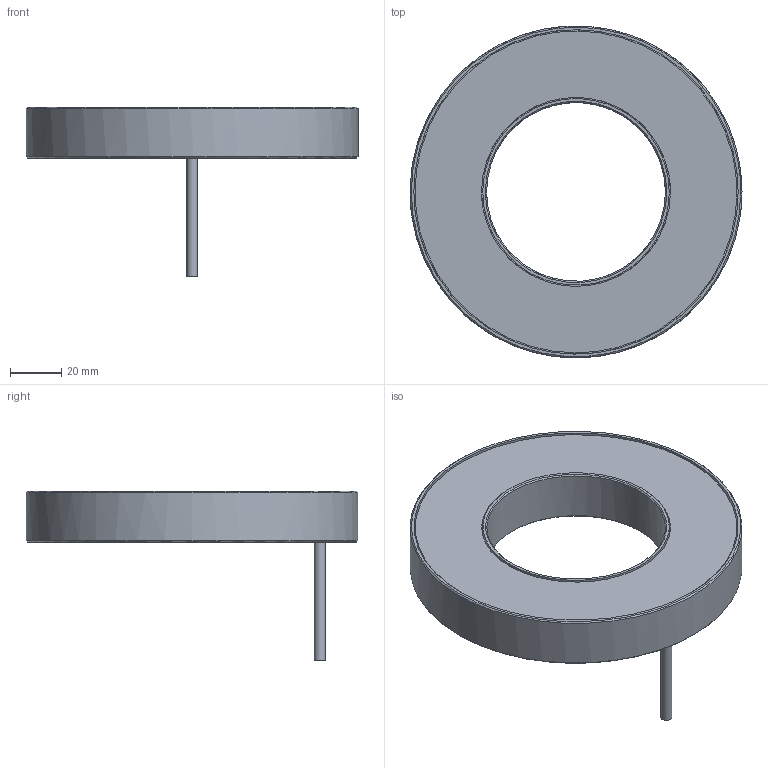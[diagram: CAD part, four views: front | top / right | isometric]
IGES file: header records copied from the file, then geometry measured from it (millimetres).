
Global section: file name: BE-R70-F; native system: Autodesk Inventor 2015; preprocessor: unknown; author: lck; date: 20150721.150804; units: millimetre
Bounding box: 130 x 129.99 x 66.5 mm (x, y, z)
Volume: 153523.6 mm3; surface area: 48784.1 mm2
Topology: 1 solids, 1 shells, 83 faces, 217 edges, 152 vertices
Faces by surface type: bspline 83
